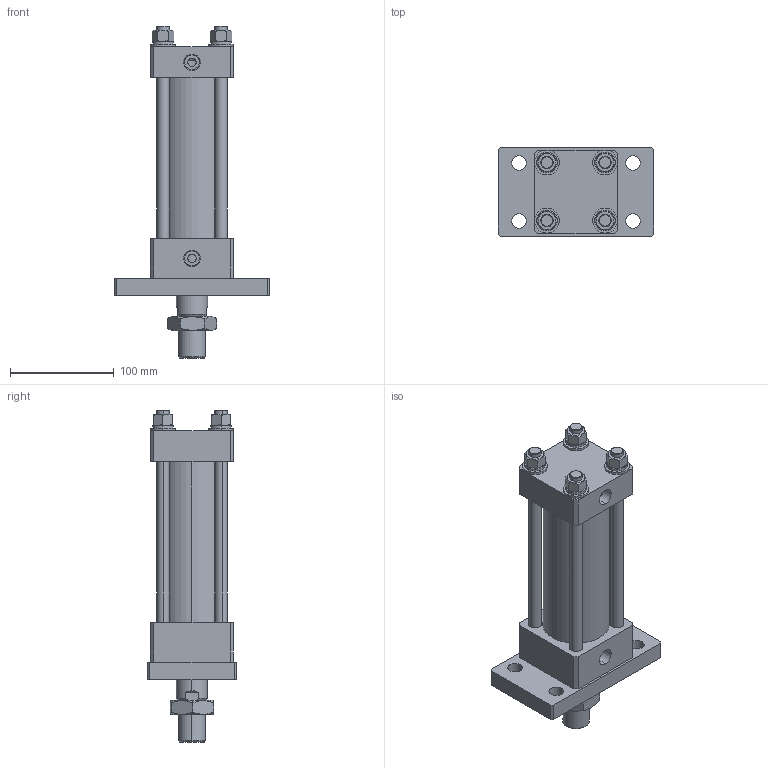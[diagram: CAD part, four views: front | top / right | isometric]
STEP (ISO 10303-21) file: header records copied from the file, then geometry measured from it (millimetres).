
FILE_DESCRIPTION (( 'STEP AP203' ), '1' );
FILE_NAME ('HOB-50-30-100-FA.STEP', '2021-04-27T03:26:34', ( '微软用户' ), ( '微软中国' ), 'SwSTEP 2.0', 'SolidWorks 2012', '' );
FILE_SCHEMA (( 'CONFIG_CONTROL_DESIGN' ));
Length unit declared in the file: millimetre
Products named in the file (11): HOB-50-30-100-FA; hex thin nuts grades ab gb_GB_FASTENER_NUT_STNABTT  B M27X2.0-C; single coil lock washers light type gb_GB_FASTENER_WASHER_SSWL 12; plain washers--product grade c gb_GB_FASTENER_WASHER_SMWC 12; hex nuts 1-fine pitch-grades ab gb_GB_FASTENER_NUT_SNAB1XY M12X1.5-C; HOB-50-30-100活塞杆; HOB-50-30-100-FA嶺裝; HOB-50-30-100-FA楊擘; HOB-50-30-100前盖; HOB-50-30-100掛极; HOB-50-30-100綴裔
Assembly tree (22 placements, depth 2):
  HOB-50-30-100-FA
    HOB-50-30-100綴裔
    HOB-50-30-100掛极
    HOB-50-30-100前盖
    HOB-50-30-100-FA楊擘
    HOB-50-30-100-FA嶺裝  x4
    HOB-50-30-100活塞杆
    hex nuts 1-fine pitch-grades ab gb_GB_FASTENER_NUT_SNAB1XY M12X1.5-C  x4
    plain washers--product grade c gb_GB_FASTENER_WASHER_SMWC 12  x4
    single coil lock washers light type gb_GB_FASTENER_WASHER_SSWL 12  x4
    hex thin nuts grades ab gb_GB_FASTENER_NUT_STNABTT  B M27X2.0-C
Bounding box: 150 x 85 x 320 mm (x, y, z)
Volume: 1111621.4 mm3; surface area: 247440.6 mm2
Topology: 22 solids, 22 shells, 329 faces, 747 edges, 470 vertices
Faces by surface type: cylinder 128, plane 112, cone 77, torus 12
Entity records: 7903 total; most frequent: CARTESIAN_POINT 1476, DIRECTION 1132, ORIENTED_EDGE 954, EDGE_CURVE 477, AXIS2_PLACEMENT_3D 468, VERTEX_POINT 302, EDGE_LOOP 259, CIRCLE 240
